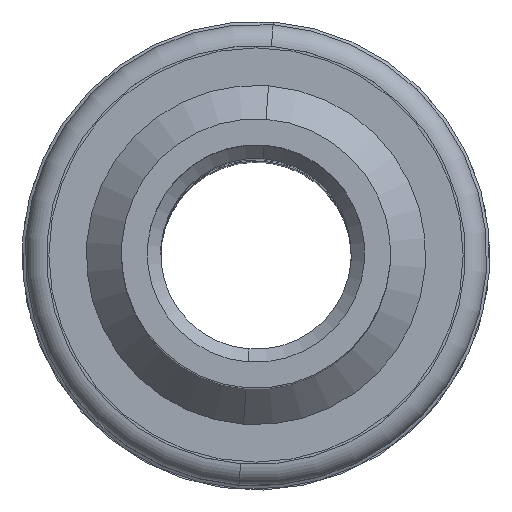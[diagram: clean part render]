
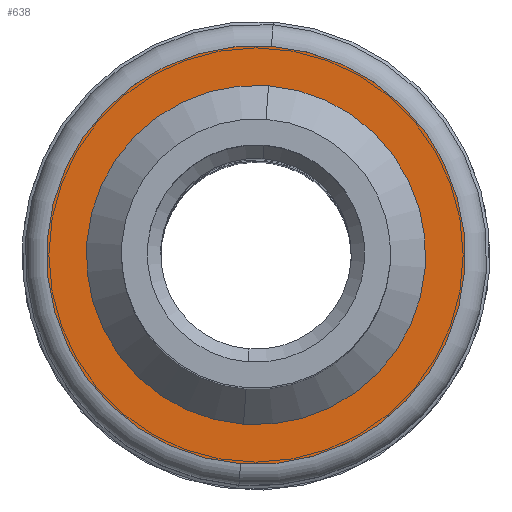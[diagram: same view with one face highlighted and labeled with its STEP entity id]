
A CAD part, top view. The second image highlights one B-rep face of the part: STEP entity #638.
In plain terms, the highlighted planar face has unit normal (0, 0, 1).
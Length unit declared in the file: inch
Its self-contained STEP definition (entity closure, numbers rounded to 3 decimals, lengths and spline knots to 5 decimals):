
#133 = CARTESIAN_POINT ( 'NONE',  ( -0.01453, -0.1961, 0.96 ) ) ;
#135 = CARTESIAN_POINT ( 'NONE',  ( 0.01453, 0.1961, 0.96 ) ) ;
#149 = CARTESIAN_POINT ( 'NONE',  ( -0.01792, -0.24184, 0.96 ) ) ;
#187 = DIRECTION ( 'NONE',  ( 0.074, 0.997, 0. ) ) ;
#188 = DIRECTION ( 'NONE',  ( 0., 0., -1. ) ) ;
#189 = CARTESIAN_POINT ( 'NONE',  ( 0., 0., 0.96 ) ) ;
#353 = ORIENTED_EDGE ( 'NONE', *, *, #1143, .T. ) ;
#361 = ORIENTED_EDGE ( 'NONE', *, *, #657, .F. ) ;
#374 = VERTEX_POINT ( 'NONE', #149 ) ;
#398 = VERTEX_POINT ( 'NONE', #135 ) ;
#400 = VERTEX_POINT ( 'NONE', #133 ) ;
#426 = VERTEX_POINT ( 'NONE', #915 ) ;
#430 = ORIENTED_EDGE ( 'NONE', *, *, #552, .F. ) ;
#431 = ORIENTED_EDGE ( 'NONE', *, *, #650, .T. ) ;
#552 = EDGE_CURVE ( 'NONE', #374, #426, #1796, .T. ) ;
#638 = ADVANCED_FACE ( 'NONE', ( #1135, #2045 ), #2053, .F. ) ;
#650 = EDGE_CURVE ( 'NONE', #398, #400, #1821, .T. ) ;
#657 = EDGE_CURVE ( 'NONE', #426, #374, #1818, .T. ) ;
#915 = CARTESIAN_POINT ( 'NONE',  ( 0.01792, 0.24184, 0.96 ) ) ;
#1077 = CARTESIAN_POINT ( 'NONE',  ( 0., 0., 0.96 ) ) ;
#1078 = DIRECTION ( 'NONE',  ( 0., 0., -1. ) ) ;
#1079 = DIRECTION ( 'NONE',  ( 0.074, 0.997, 0. ) ) ;
#1135 = FACE_OUTER_BOUND ( 'NONE', #1492, .T. ) ;
#1143 = EDGE_CURVE ( 'NONE', #400, #398, #1872, .T. ) ;
#1492 = EDGE_LOOP ( 'NONE', ( #361, #430 ) ) ;
#1514 = EDGE_LOOP ( 'NONE', ( #431, #353 ) ) ;
#1796 = CIRCLE ( 'NONE', #1876, 0.2425 ) ;
#1811 = AXIS2_PLACEMENT_3D ( 'NONE', #2089, #2090, #2091 ) ;
#1818 = CIRCLE ( 'NONE', #1895, 0.2425 ) ;
#1821 = CIRCLE ( 'NONE', #1811, 0.19664 ) ;
#1855 = AXIS2_PLACEMENT_3D ( 'NONE', #2049, #2054, #2055 ) ;
#1872 = CIRCLE ( 'NONE', #1900, 0.19664 ) ;
#1876 = AXIS2_PLACEMENT_3D ( 'NONE', #189, #188, #187 ) ;
#1895 = AXIS2_PLACEMENT_3D ( 'NONE', #2110, #2111, #2112 ) ;
#1900 = AXIS2_PLACEMENT_3D ( 'NONE', #1077, #1078, #1079 ) ;
#2045 = FACE_BOUND ( 'NONE', #1514, .T. ) ;
#2049 = CARTESIAN_POINT ( 'NONE',  ( -0.19197, 0.01423, 0.96 ) ) ;
#2053 = PLANE ( 'NONE',  #1855 ) ;
#2054 = DIRECTION ( 'NONE',  ( 0., 0., -1. ) ) ;
#2055 = DIRECTION ( 'NONE',  ( 0.074, 0.997, 0. ) ) ;
#2089 = CARTESIAN_POINT ( 'NONE',  ( 0., 0., 0.96 ) ) ;
#2090 = DIRECTION ( 'NONE',  ( 0., 0., -1. ) ) ;
#2091 = DIRECTION ( 'NONE',  ( 0.074, 0.997, 0. ) ) ;
#2110 = CARTESIAN_POINT ( 'NONE',  ( 0., 0., 0.96 ) ) ;
#2111 = DIRECTION ( 'NONE',  ( 0., 0., -1. ) ) ;
#2112 = DIRECTION ( 'NONE',  ( 0.074, 0.997, 0. ) ) ;
